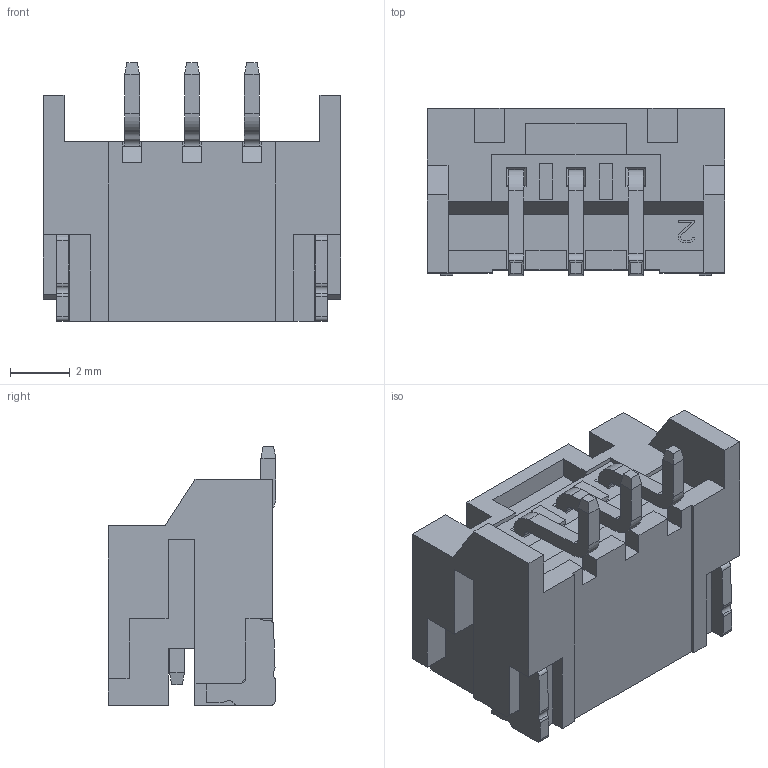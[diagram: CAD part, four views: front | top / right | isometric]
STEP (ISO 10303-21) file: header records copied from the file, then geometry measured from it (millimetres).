
FILE_DESCRIPTION((''),'2;1');
FILE_NAME('WT200FW-034R-0W','2020-10-21T',('Administrator'),(''),'PRO/ENGINEER BY PARAMETRIC TECHNOLOGY CORPORATION, 2009440','PRO/ENGINEER BY PARAMETRIC TECHNOLOGY CORPORATION, 2009440','');
FILE_SCHEMA(('CONFIG_CONTROL_DESIGN'));
Length unit declared in the file: millimetre
Products named in the file (1): WT200FW-034R-0W
Bounding box: 9.95 x 5.6 x 8.65 mm (x, y, z)
Volume: 166 mm3; surface area: 560.6 mm2
Topology: 1 solids, 1 shells, 376 faces, 1093 edges, 708 vertices
Faces by surface type: plane 315, cylinder 61
Entity records: 12269 total; most frequent: ORIENTED_EDGE 2186, CARTESIAN_POINT 2177, DIRECTION 1967, EDGE_CURVE 1093, VECTOR 971, LINE 971, VERTEX_POINT 708, AXIS2_PLACEMENT_3D 498
